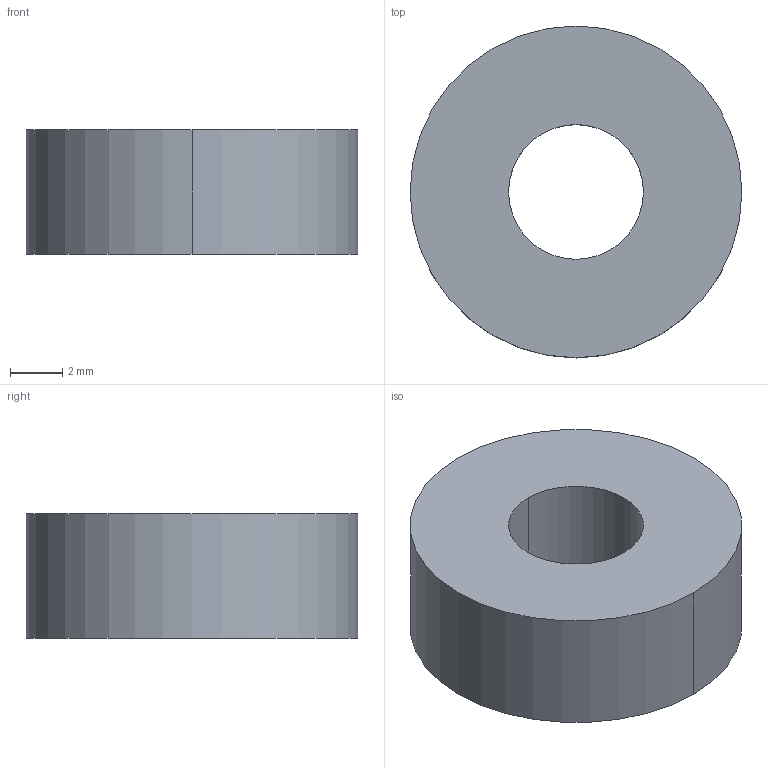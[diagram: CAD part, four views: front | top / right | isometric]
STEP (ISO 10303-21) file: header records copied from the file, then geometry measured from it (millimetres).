
FILE_DESCRIPTION(/* description */ (''),/* implementation_level */ '2;1');
FILE_NAME(/* name */ 'RN120400N.stp',/* time_stamp */ '2021-12-22T08:51:12+09:00',/* author */ (''),/* organization */ (''),/* preprocessor_version */ 'ST-DEVELOPER v16',/* originating_system */ 'SIEMENS PLM Software NX 10.0',/* authorisation */ '');
FILE_SCHEMA (('AUTOMOTIVE_DESIGN { 1 0 10303 214 3 1 1 1 }'));
Length unit declared in the file: millimetre
Products named in the file (1): RN120400L
Bounding box: 12.7 x 12.7 x 4.76 mm (x, y, z)
Volume: 503.4 mm3; surface area: 478.6 mm2
Topology: 1 solids, 1 shells, 6 faces, 14 edges, 14 vertices
Faces by surface type: cylinder 4, plane 2
Entity records: 255 total; most frequent: DIRECTION 44, CARTESIAN_POINT 34, ORIENTED_EDGE 24, AXIS2_PLACEMENT_3D 20, EDGE_CURVE 12, CIRCLE 10, EDGE_LOOP 8, VERTEX_POINT 8
